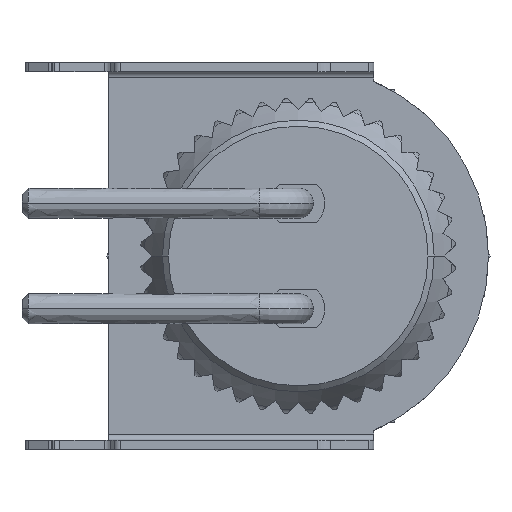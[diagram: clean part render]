
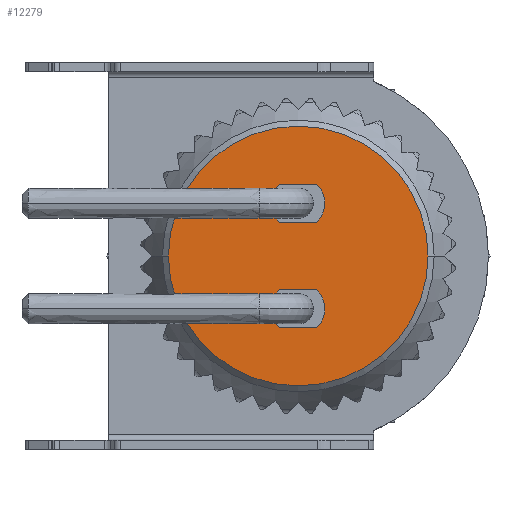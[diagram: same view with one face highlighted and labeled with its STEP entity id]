
A CAD part, left-side view. The second image highlights one B-rep face of the part: STEP entity #12279.
In plain terms, the highlighted planar face has unit normal (-1, 0, 0).
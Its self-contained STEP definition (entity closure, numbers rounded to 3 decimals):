
#3489=CARTESIAN_POINT('',(-15.,0.,0.));
#3490=DIRECTION('',(-1.,0.,0.));
#3491=DIRECTION('',(0.,-1.,0.));
#3492=AXIS2_PLACEMENT_3D('',#3489,#3490,#3491);
#3494=CARTESIAN_POINT('',(-15.,0.,0.));
#3495=DIRECTION('',(-1.,0.,0.));
#3496=DIRECTION('',(0.,1.,0.));
#3497=AXIS2_PLACEMENT_3D('',#3494,#3495,#3496);
#3499=CARTESIAN_POINT('',(-15.,-0.5,-1.75));
#3500=CARTESIAN_POINT('',(-15.,-0.5,-1.881));
#3501=CARTESIAN_POINT('',(-15.,-0.392,-2.142));
#3502=CARTESIAN_POINT('',(-15.,0.,-2.304));
#3503=CARTESIAN_POINT('',(-15.,0.392,-2.142));
#3504=CARTESIAN_POINT('',(-15.,0.5,-1.881));
#3505=CARTESIAN_POINT('',(-15.,0.5,-1.75));
#3511=CARTESIAN_POINT('',(-15.,0.5,-1.75));
#3512=CARTESIAN_POINT('',(-15.,0.5,-1.619));
#3513=CARTESIAN_POINT('',(-15.,0.392,-1.358));
#3514=CARTESIAN_POINT('',(-15.,0.,-1.196));
#3515=CARTESIAN_POINT('',(-15.,-0.392,-1.358));
#3516=CARTESIAN_POINT('',(-15.,-0.5,-1.619));
#3517=CARTESIAN_POINT('',(-15.,-0.5,-1.75));
#3754=CARTESIAN_POINT('',(-15.,-0.5,1.75));
#3755=CARTESIAN_POINT('',(-15.,-0.5,1.619));
#3756=CARTESIAN_POINT('',(-15.,-0.392,1.358));
#3757=CARTESIAN_POINT('',(-15.,0.,1.196));
#3758=CARTESIAN_POINT('',(-15.,0.392,1.358));
#3759=CARTESIAN_POINT('',(-15.,0.5,1.619));
#3760=CARTESIAN_POINT('',(-15.,0.5,1.75));
#3766=CARTESIAN_POINT('',(-15.,0.5,1.75));
#3767=CARTESIAN_POINT('',(-15.,0.5,1.881));
#3768=CARTESIAN_POINT('',(-15.,0.392,2.142));
#3769=CARTESIAN_POINT('',(-15.,0.,2.304));
#3770=CARTESIAN_POINT('',(-15.,-0.392,2.142));
#3771=CARTESIAN_POINT('',(-15.,-0.5,1.881));
#3772=CARTESIAN_POINT('',(-15.,-0.5,1.75));
#6343=CARTESIAN_POINT('',(-15.,-4.3,0.));
#6344=CARTESIAN_POINT('',(-15.,4.3,0.));
#6345=VERTEX_POINT('',#6343);
#6346=VERTEX_POINT('',#6344);
#7262=VERTEX_POINT('',#3754);
#7263=VERTEX_POINT('',#3760);
#7280=VERTEX_POINT('',#3499);
#7281=VERTEX_POINT('',#3505);
#12257=CARTESIAN_POINT('',(-15.,0.,0.));
#12258=DIRECTION('',(1.,0.,0.));
#12259=DIRECTION('',(0.,-1.,0.));
#12260=AXIS2_PLACEMENT_3D('',#12257,#12258,#12259);
#12261=PLANE('',#12260);
#12262=ORIENTED_EDGE('',*,*,#12247,.F.);
#12264=ORIENTED_EDGE('',*,*,#12263,.F.);
#12265=EDGE_LOOP('',(#12262,#12264));
#12266=FACE_OUTER_BOUND('',#12265,.F.);
#12268=ORIENTED_EDGE('',*,*,#12267,.F.);
#12270=ORIENTED_EDGE('',*,*,#12269,.F.);
#12271=EDGE_LOOP('',(#12268,#12270));
#12272=FACE_BOUND('',#12271,.F.);
#12274=ORIENTED_EDGE('',*,*,#12273,.F.);
#12276=ORIENTED_EDGE('',*,*,#12275,.F.);
#12277=EDGE_LOOP('',(#12274,#12276));
#12278=FACE_BOUND('',#12277,.F.);
#12279=ADVANCED_FACE('',(#12266,#12272,#12278),#12261,.F.);
#3493=CIRCLE('',#3492,4.3);
#3498=CIRCLE('',#3497,4.3);
#3506=B_SPLINE_CURVE_WITH_KNOTS('',3,(#3499,#3500,#3501,#3502,#3503,#3504,
#3505),.UNSPECIFIED.,.F.,.F.,(4,1,1,1,4),(0.,0.25,0.5,0.75,1.),
.UNSPECIFIED.);
#3518=B_SPLINE_CURVE_WITH_KNOTS('',3,(#3511,#3512,#3513,#3514,#3515,#3516,
#3517),.UNSPECIFIED.,.F.,.F.,(4,1,1,1,4),(0.,0.25,0.5,0.75,1.),
.UNSPECIFIED.);
#3761=B_SPLINE_CURVE_WITH_KNOTS('',3,(#3754,#3755,#3756,#3757,#3758,#3759,
#3760),.UNSPECIFIED.,.F.,.F.,(4,1,1,1,4),(0.,0.25,0.5,0.75,1.),
.UNSPECIFIED.);
#3773=B_SPLINE_CURVE_WITH_KNOTS('',3,(#3766,#3767,#3768,#3769,#3770,#3771,
#3772),.UNSPECIFIED.,.F.,.F.,(4,1,1,1,4),(0.,0.25,0.5,0.75,1.),
.UNSPECIFIED.);
#12247=EDGE_CURVE('',#6345,#6346,#3493,.T.);
#12263=EDGE_CURVE('',#6346,#6345,#3498,.T.);
#12267=EDGE_CURVE('',#7262,#7263,#3761,.T.);
#12269=EDGE_CURVE('',#7263,#7262,#3773,.T.);
#12273=EDGE_CURVE('',#7280,#7281,#3506,.T.);
#12275=EDGE_CURVE('',#7281,#7280,#3518,.T.);
